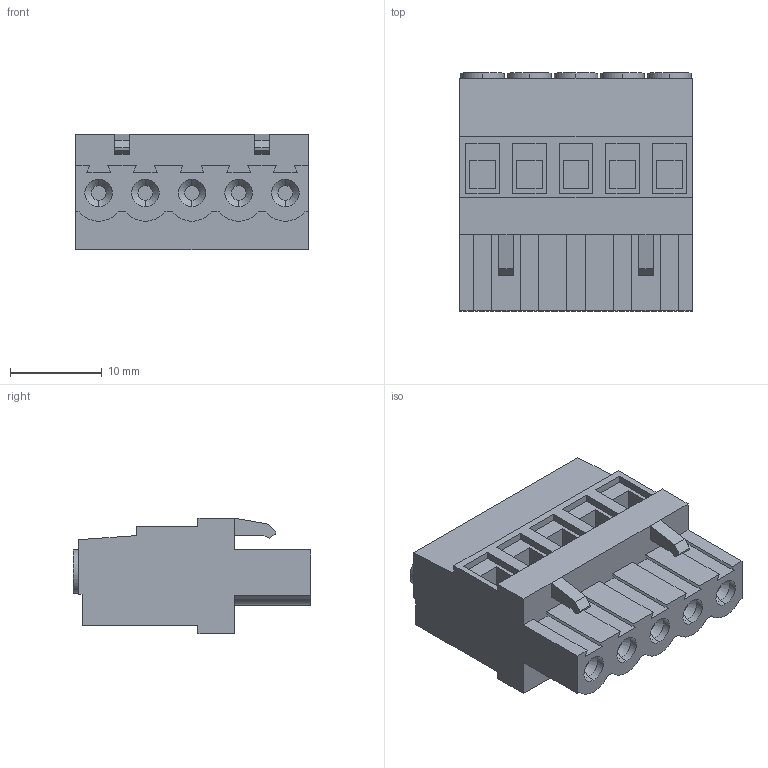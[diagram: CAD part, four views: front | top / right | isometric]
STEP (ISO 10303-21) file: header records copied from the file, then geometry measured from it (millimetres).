
FILE_DESCRIPTION (( 'STEP AP203' ), '1' );
FILE_NAME ('SOKETLI BASKILI DEVRE KLEMENSI - 5,08 MM DIK DISI - 5 LI.STEP', '2018-09-11T13:19:10', ( 'user' ), ( '' ), 'SwSTEP 2.0', 'SolidWorks 2016', '' );
FILE_SCHEMA (( 'CONFIG_CONTROL_DESIGN' ));
Length unit declared in the file: millimetre
Products named in the file (1): SOKETLI BASKILI DEVRE KLEMENSI - 5,08 MM DIK DISI - 5 LI
Bounding box: 25.34 x 25.9 x 12.6 mm (x, y, z)
Volume: 5128.2 mm3; surface area: 3525.2 mm2
Topology: 1 solids, 1 shells, 206 faces, 528 edges, 344 vertices
Faces by surface type: plane 146, cylinder 50, cone 10
Entity records: 6297 total; most frequent: CARTESIAN_POINT 1079, DIRECTION 1062, ORIENTED_EDGE 1056, EDGE_CURVE 528, LINE 408, VECTOR 408, VERTEX_POINT 344, AXIS2_PLACEMENT_3D 327
